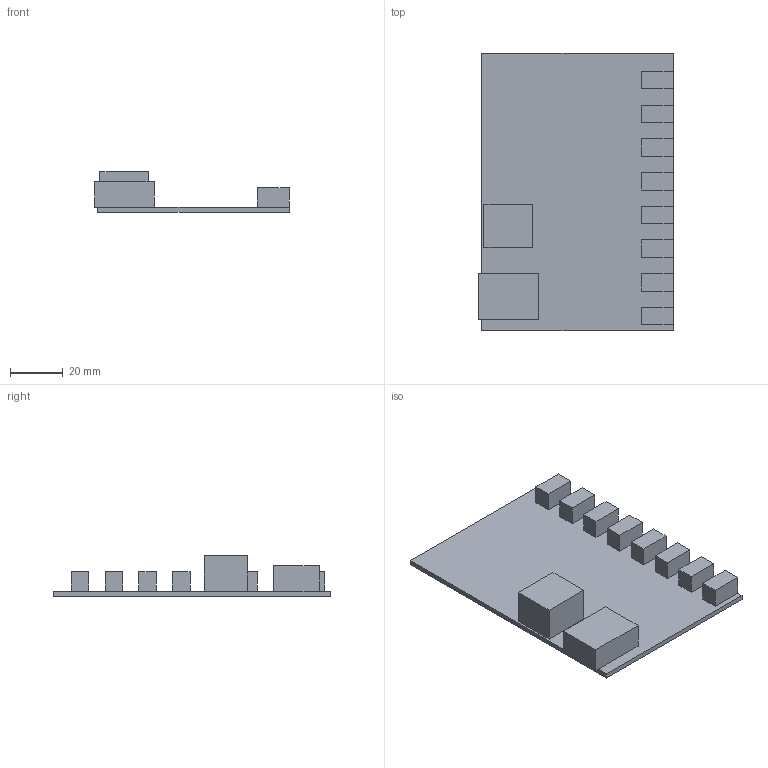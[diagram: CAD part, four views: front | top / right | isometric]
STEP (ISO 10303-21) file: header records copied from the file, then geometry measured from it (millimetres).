
FILE_DESCRIPTION(/* description */ (''),/* implementation_level */ '2;1');
FILE_NAME(/* name */ 'Solenoid Board',/* time_stamp */ '2024-03-10T18:52:03+08:00',/* author */ (''),/* organization */ (''),/* preprocessor_version */ 'ST-DEVELOPER v19.2',/* originating_system */ 'Rhino 8.2',/* authorisation */ '');
FILE_SCHEMA (('CONFIG_CONTROL_DESIGN'));
Length unit declared in the file: millimetre
Products named in the file (1): Document
Bounding box: 73.68 x 105 x 15.26 mm (x, y, z)
Volume: 26926.6 mm3; surface area: 19827.4 mm2
Topology: 1 solids, 1 shells, 57 faces, 136 edges, 90 vertices
Faces by surface type: plane 57
Entity records: 1507 total; most frequent: CARTESIAN_POINT 421, ORIENTED_EDGE 272, EDGE_CURVE 136, B_SPLINE_CURVE_WITH_KNOTS 136, VERTEX_POINT 90, EDGE_LOOP 66, DIRECTION 61, AXIS2_PLACEMENT_3D 59
